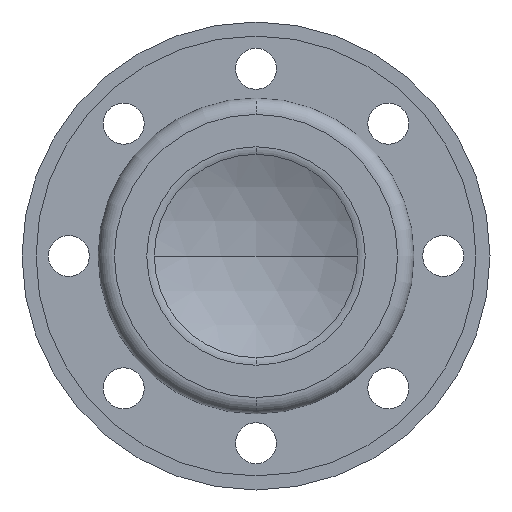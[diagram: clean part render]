
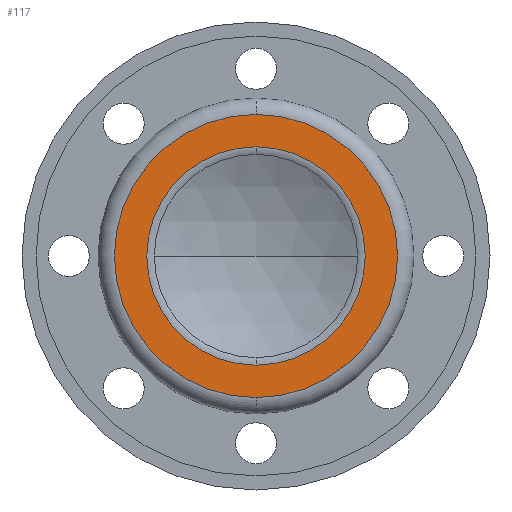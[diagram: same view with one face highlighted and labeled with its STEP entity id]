
A CAD part, front view. The second image highlights one B-rep face of the part: STEP entity #117.
In plain terms, the highlighted planar face has unit normal (0, -1, 0).
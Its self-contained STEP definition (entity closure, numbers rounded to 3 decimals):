
#52 = AXIS2_PLACEMENT_3D ( 'NONE', #1288, #553, #640 ) ;
#76 = EDGE_LOOP ( 'NONE', ( #1300, #867 ) ) ;
#86 = CARTESIAN_POINT ( 'NONE',  ( 0., 0., 60.5 ) ) ;
#93 = VERTEX_POINT ( 'NONE', #1265 ) ;
#98 = DIRECTION ( 'NONE',  ( 0., 1., 0. ) ) ;
#112 = CARTESIAN_POINT ( 'NONE',  ( 0., 0., 46.664 ) ) ;
#117 = ADVANCED_FACE ( 'NONE', ( #1158, #1149 ), #1033, .T. ) ;
#124 = CARTESIAN_POINT ( 'NONE',  ( 0., 0., 0. ) ) ;
#126 = CIRCLE ( 'NONE', #909, 46.664 ) ;
#140 = EDGE_CURVE ( 'NONE', #93, #762, #126, .T. ) ;
#315 = CARTESIAN_POINT ( 'NONE',  ( -46.664, 0., 0. ) ) ;
#372 = CIRCLE ( 'NONE', #822, 60.5 ) ;
#418 = DIRECTION ( 'NONE',  ( 0., 0., -1. ) ) ;
#471 = EDGE_LOOP ( 'NONE', ( #587, #1238 ) ) ;
#489 = EDGE_CURVE ( 'NONE', #566, #773, #1104, .T. ) ;
#553 = DIRECTION ( 'NONE',  ( 0., 1., 0. ) ) ;
#566 = VERTEX_POINT ( 'NONE', #86 ) ;
#587 = ORIENTED_EDGE ( 'NONE', *, *, #1233, .T. ) ;
#634 = CIRCLE ( 'NONE', #52, 46.664 ) ;
#640 = DIRECTION ( 'NONE',  ( 0., 0., 1. ) ) ;
#677 = DIRECTION ( 'NONE',  ( 0., 0., 1. ) ) ;
#762 = VERTEX_POINT ( 'NONE', #112 ) ;
#773 = VERTEX_POINT ( 'NONE', #912 ) ;
#822 = AXIS2_PLACEMENT_3D ( 'NONE', #898, #1314, #677 ) ;
#841 = AXIS2_PLACEMENT_3D ( 'NONE', #315, #1051, #418 ) ;
#858 = DIRECTION ( 'NONE',  ( 0., 1., 0. ) ) ;
#867 = ORIENTED_EDGE ( 'NONE', *, *, #1029, .F. ) ;
#898 = CARTESIAN_POINT ( 'NONE',  ( 0., 0., 0. ) ) ;
#909 = AXIS2_PLACEMENT_3D ( 'NONE', #124, #98, #1039 ) ;
#912 = CARTESIAN_POINT ( 'NONE',  ( 0., 0., -60.5 ) ) ;
#978 = CARTESIAN_POINT ( 'NONE',  ( 0., 0., 0. ) ) ;
#1029 = EDGE_CURVE ( 'NONE', #773, #566, #372, .T. ) ;
#1033 = PLANE ( 'NONE',  #841 ) ;
#1039 = DIRECTION ( 'NONE',  ( 0., 0., 1. ) ) ;
#1051 = DIRECTION ( 'NONE',  ( 0., -1., 0. ) ) ;
#1056 = DIRECTION ( 'NONE',  ( 0., 0., 1. ) ) ;
#1104 = CIRCLE ( 'NONE', #1284, 60.5 ) ;
#1149 = FACE_OUTER_BOUND ( 'NONE', #76, .T. ) ;
#1158 = FACE_BOUND ( 'NONE', #471, .T. ) ;
#1233 = EDGE_CURVE ( 'NONE', #762, #93, #634, .T. ) ;
#1238 = ORIENTED_EDGE ( 'NONE', *, *, #140, .T. ) ;
#1265 = CARTESIAN_POINT ( 'NONE',  ( 0., 0., -46.664 ) ) ;
#1284 = AXIS2_PLACEMENT_3D ( 'NONE', #978, #858, #1056 ) ;
#1288 = CARTESIAN_POINT ( 'NONE',  ( 0., 0., 0. ) ) ;
#1300 = ORIENTED_EDGE ( 'NONE', *, *, #489, .F. ) ;
#1314 = DIRECTION ( 'NONE',  ( 0., 1., 0. ) ) ;
